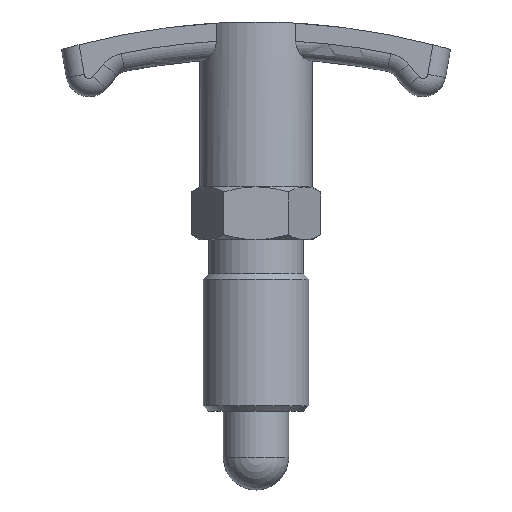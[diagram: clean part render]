
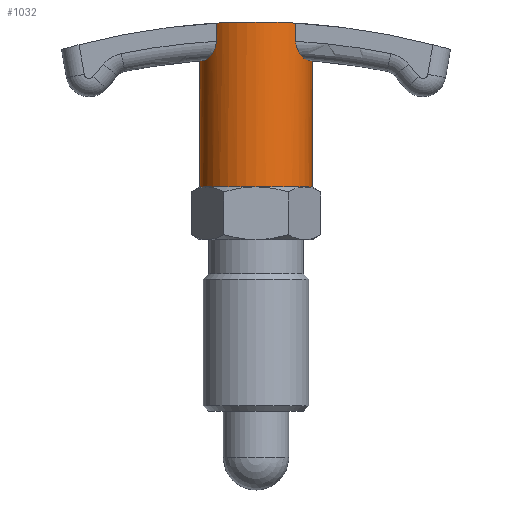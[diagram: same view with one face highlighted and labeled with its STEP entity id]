
A CAD part, top view. The second image highlights one B-rep face of the part: STEP entity #1032.
In plain terms, the highlighted cylindrical face has radius 8.5 mm (diameter 17 mm), a partial arc.
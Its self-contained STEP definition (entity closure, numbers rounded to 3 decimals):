
#522=VERTEX_POINT('',#1419);
#576=VERTEX_POINT('',#1475);
#600=VERTEX_POINT('',#1503);
#648=VERTEX_POINT('',#1554);
#704=EDGE_CURVE('',#648,#576,#1620,.T.);
#736=EDGE_CURVE('',#576,#906,#1655,.T.);
#738=EDGE_CURVE('',#1234,#522,#1657,.T.);
#778=EDGE_CURVE('',#1024,#600,#1706,.T.);
#794=EDGE_CURVE('',#906,#1256,#1724,.T.);
#884=EDGE_CURVE('',#1198,#1094,#1820,.T.);
#906=VERTEX_POINT('',#1843);
#918=EDGE_CURVE('',#1256,#1234,#1857,.T.);
#972=EDGE_CURVE('',#1198,#1104,#1917,.T.);
#1010=EDGE_CURVE('',#1104,#648,#1959,.T.);
#1024=VERTEX_POINT('',#1974);
#1032=ADVANCED_FACE('',(#1984),#1985,.T.);
#1094=VERTEX_POINT('',#2056);
#1104=VERTEX_POINT('',#2067);
#1198=VERTEX_POINT('',#2169);
#1228=EDGE_CURVE('',#522,#1024,#2200,.T.);
#1234=VERTEX_POINT('',#2206);
#1246=EDGE_CURVE('',#600,#1094,#2219,.T.);
#1256=VERTEX_POINT('',#2231);
#1419=CARTESIAN_POINT('',(-6.021,30.075,6.0));
#1475=CARTESIAN_POINT('',(6.021,30.075,6.0));
#1503=CARTESIAN_POINT('',(-8.5,27.142,0.));
#1554=CARTESIAN_POINT('',(7.854,27.194,3.25));
#1620=B_SPLINE_CURVE_WITH_KNOTS('',3,(#2776,#2777,#2778,#2779,#2780,#2781,#2782,#2783,#2784,#2785,#2786,#2787),.UNSPECIFIED.,.F.,.F.,(4,2,2,2,2,4),(0.0,1.177,2.57,3.848,4.481,5.102),.UNSPECIFIED.);
#1655=LINE('',#2848,#2849);
#1657=LINE('',#2852,#2853);
#1706=B_SPLINE_CURVE_WITH_KNOTS('',3,(#2924,#2925,#2926,#2927,#2928,#2929,#2930,#2931,#2932,#2933,#2934),.UNSPECIFIED.,.F.,.F.,(4,2,3,2,4),(-3.203,-1.602,0.0,1.602,3.203),.UNSPECIFIED.);
#1724=B_SPLINE_CURVE_WITH_KNOTS('',3,(#2981,#2982,#2983,#2984,#2985,#2986,#2987,#2988,#2989,#2990,#2991,#2992),.UNSPECIFIED.,.F.,.F.,(4,2,2,2,2,4),(32.018,32.033,33.635,35.236,36.838,38.44),.UNSPECIFIED.);
#1820=CIRCLE('',#3172,8.5);
#1843=CARTESIAN_POINT('',(6.021,32.83,6.0));
#1857=B_SPLINE_CURVE_WITH_KNOTS('',3,(#3216,#3217,#3218,#3219,#3220,#3221,#3222,#3223,#3224,#3225,#3226,#3227),.UNSPECIFIED.,.F.,.F.,(4,2,2,2,2,4),(38.44,40.041,41.643,43.245,44.846,44.861),.UNSPECIFIED.);
#1917=LINE('',#3307,#3308);
#1959=B_SPLINE_CURVE_WITH_KNOTS('',3,(#3393,#3394,#3395,#3396,#3397,#3398,#3399,#3400,#3401,#3402),.UNSPECIFIED.,.F.,.F.,(4,2,2,2,4),(22.424,24.026,25.628,27.229,28.831),.UNSPECIFIED.);
#1974=CARTESIAN_POINT('',(-7.854,27.194,3.25));
#1984=FACE_OUTER_BOUND('',#3470,.T.);
#1985=CYLINDRICAL_SURFACE('',#3471,8.5);
#2056=CARTESIAN_POINT('',(-8.5,8.0,0.));
#2067=CARTESIAN_POINT('',(8.5,27.142,0.));
#2169=CARTESIAN_POINT('',(8.5,8.0,0.0));
#2200=B_SPLINE_CURVE_WITH_KNOTS('',3,(#3871,#3872,#3873,#3874,#3875,#3876,#3877,#3878,#3879,#3880,#3881,#3882),.UNSPECIFIED.,.F.,.F.,(4,2,2,2,2,4),(0.0,0.773,1.661,2.833,3.826,4.796),.UNSPECIFIED.);
#2206=CARTESIAN_POINT('',(-6.021,32.83,6.0));
#2219=LINE('',#3905,#3906);
#2231=CARTESIAN_POINT('',(0.,33.0,8.5));
#2776=CARTESIAN_POINT('',(7.854,27.194,3.25));
#2777=CARTESIAN_POINT('',(7.704,27.206,3.612));
#2778=CARTESIAN_POINT('',(7.53,27.29,3.959));
#2779=CARTESIAN_POINT('',(7.128,27.599,4.651));
#2780=CARTESIAN_POINT('',(6.892,27.847,4.986));
#2781=CARTESIAN_POINT('',(6.481,28.434,5.509));
#2782=CARTESIAN_POINT('',(6.304,28.762,5.705));
#2783=CARTESIAN_POINT('',(6.123,29.296,5.896));
#2784=CARTESIAN_POINT('',(6.077,29.483,5.943));
#2785=CARTESIAN_POINT('',(6.022,29.866,5.999));
#2786=CARTESIAN_POINT('',(6.014,30.057,6.007));
#2787=CARTESIAN_POINT('',(6.026,30.25,5.994));
#2848=CARTESIAN_POINT('',(6.021,28.72,6.0));
#2849=VECTOR('',#4421,1.0);
#2852=CARTESIAN_POINT('',(-6.021,28.72,6.0));
#2853=VECTOR('',#4422,1.0);
#2924=CARTESIAN_POINT('',(-7.853,27.194,3.254));
#2925=CARTESIAN_POINT('',(-8.07,27.177,2.73));
#2926=CARTESIAN_POINT('',(-8.234,27.164,2.184));
#2927=CARTESIAN_POINT('',(-8.449,27.146,1.086));
#2928=CARTESIAN_POINT('',(-8.5,27.142,0.534));
#2929=CARTESIAN_POINT('',(-8.5,27.142,0.0));
#2930=CARTESIAN_POINT('',(-8.5,27.142,-0.534));
#2931=CARTESIAN_POINT('',(-8.449,27.146,-1.086));
#2932=CARTESIAN_POINT('',(-8.234,27.164,-2.184));
#2933=CARTESIAN_POINT('',(-8.07,27.177,-2.73));
#2934=CARTESIAN_POINT('',(-7.853,27.194,-3.254));
#2981=CARTESIAN_POINT('',(6.021,32.83,6.0));
#2982=CARTESIAN_POINT('',(6.017,32.83,6.003));
#2983=CARTESIAN_POINT('',(6.014,32.83,6.007));
#2984=CARTESIAN_POINT('',(5.633,32.852,6.388));
#2985=CARTESIAN_POINT('',(5.207,32.874,6.742));
#2986=CARTESIAN_POINT('',(4.279,32.915,7.366));
#2987=CARTESIAN_POINT('',(3.777,32.934,7.636));
#2988=CARTESIAN_POINT('',(2.73,32.966,8.07));
#2989=CARTESIAN_POINT('',(2.184,32.979,8.234));
#2990=CARTESIAN_POINT('',(1.086,32.996,8.449));
#2991=CARTESIAN_POINT('',(0.534,33.0,8.5));
#2992=CARTESIAN_POINT('',(0.,33.0,8.5));
#3172=AXIS2_PLACEMENT_3D('',#4626,#4627,#4628);
#3216=CARTESIAN_POINT('',(0.,33.0,8.5));
#3217=CARTESIAN_POINT('',(-0.534,33.0,8.5));
#3218=CARTESIAN_POINT('',(-1.086,32.996,8.449));
#3219=CARTESIAN_POINT('',(-2.184,32.979,8.234));
#3220=CARTESIAN_POINT('',(-2.73,32.966,8.07));
#3221=CARTESIAN_POINT('',(-3.777,32.934,7.636));
#3222=CARTESIAN_POINT('',(-4.279,32.915,7.366));
#3223=CARTESIAN_POINT('',(-5.207,32.874,6.742));
#3224=CARTESIAN_POINT('',(-5.633,32.852,6.388));
#3225=CARTESIAN_POINT('',(-6.014,32.83,6.007));
#3226=CARTESIAN_POINT('',(-6.017,32.83,6.003));
#3227=CARTESIAN_POINT('',(-6.021,32.83,6.0));
#3307=CARTESIAN_POINT('',(8.5,21.0,0.));
#3308=VECTOR('',#4741,1.0);
#3393=CARTESIAN_POINT('',(7.853,27.194,-3.254));
#3394=CARTESIAN_POINT('',(8.07,27.177,-2.73));
#3395=CARTESIAN_POINT('',(8.234,27.164,-2.184));
#3396=CARTESIAN_POINT('',(8.449,27.146,-1.086));
#3397=CARTESIAN_POINT('',(8.5,27.142,-0.534));
#3398=CARTESIAN_POINT('',(8.5,27.142,0.534));
#3399=CARTESIAN_POINT('',(8.449,27.146,1.086));
#3400=CARTESIAN_POINT('',(8.234,27.164,2.184));
#3401=CARTESIAN_POINT('',(8.07,27.177,2.73));
#3402=CARTESIAN_POINT('',(7.853,27.194,3.254));
#3470=EDGE_LOOP('',(#4822,#4823,#4824,#4825,#4826,#4827,#4828,#4829,#4830,#4831,#4832));
#3471=AXIS2_PLACEMENT_3D('',#4833,#4834,#4835);
#3871=CARTESIAN_POINT('',(-6.026,30.25,5.994));
#3872=CARTESIAN_POINT('',(-6.01,29.993,6.011));
#3873=CARTESIAN_POINT('',(-6.03,29.739,5.991));
#3874=CARTESIAN_POINT('',(-6.14,29.208,5.878));
#3875=CARTESIAN_POINT('',(-6.237,28.944,5.777));
#3876=CARTESIAN_POINT('',(-6.506,28.389,5.475));
#3877=CARTESIAN_POINT('',(-6.699,28.102,5.244));
#3878=CARTESIAN_POINT('',(-7.071,27.664,4.727));
#3879=CARTESIAN_POINT('',(-7.246,27.5,4.457));
#3880=CARTESIAN_POINT('',(-7.571,27.272,3.878));
#3881=CARTESIAN_POINT('',(-7.722,27.204,3.57));
#3882=CARTESIAN_POINT('',(-7.854,27.194,3.25));
#3905=CARTESIAN_POINT('',(-8.5,21.0,0.));
#3906=VECTOR('',#5078,1.0);
#4421=DIRECTION('',(0.0,1.0,0.0));
#4422=DIRECTION('',(-0.0,-1.0,0.0));
#4626=CARTESIAN_POINT('',(0.0,8.0,0.0));
#4627=DIRECTION('',(0.0,-1.0,0.0));
#4628=DIRECTION('',(1.0,0.0,0.0));
#4741=DIRECTION('',(0.0,1.0,0.0));
#4822=ORIENTED_EDGE('',*,*,#972,.T.);
#4823=ORIENTED_EDGE('',*,*,#1010,.T.);
#4824=ORIENTED_EDGE('',*,*,#704,.T.);
#4825=ORIENTED_EDGE('',*,*,#736,.T.);
#4826=ORIENTED_EDGE('',*,*,#794,.T.);
#4827=ORIENTED_EDGE('',*,*,#918,.T.);
#4828=ORIENTED_EDGE('',*,*,#738,.T.);
#4829=ORIENTED_EDGE('',*,*,#1228,.T.);
#4830=ORIENTED_EDGE('',*,*,#778,.T.);
#4831=ORIENTED_EDGE('',*,*,#1246,.T.);
#4832=ORIENTED_EDGE('',*,*,#884,.F.);
#4833=CARTESIAN_POINT('',(0.0,21.0,0.0));
#4834=DIRECTION('',(0.0,-1.0,-0.0));
#4835=DIRECTION('',(1.0,0.0,0.0));
#5078=DIRECTION('',(-0.0,-1.0,-0.0));
